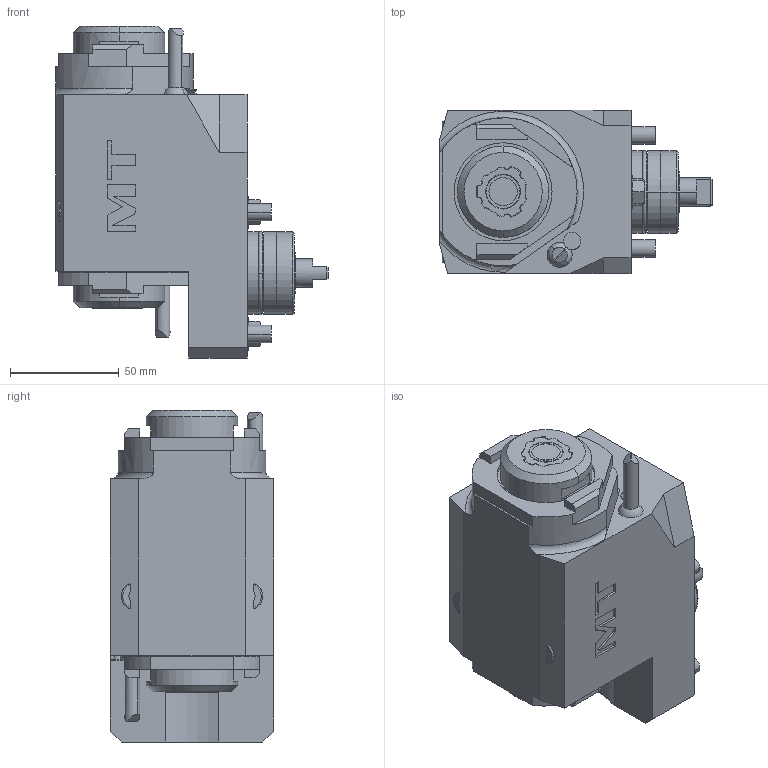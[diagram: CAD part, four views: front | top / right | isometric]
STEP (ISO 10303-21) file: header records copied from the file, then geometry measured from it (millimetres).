
FILE_DESCRIPTION((''),'2;1');
FILE_NAME('MYA0250220_CONF','2025-01-07T08:26:29',('fpalella'),('M.T. srl'),'CREO PARAMETRIC BY PTC INC, 2023352','CREO PARAMETRIC BY PTC INC, 2023352','');
FILE_SCHEMA(('CONFIG_CONTROL_DESIGN'));
Length unit declared in the file: millimetre
Products named in the file (1): MYA0250220_CONF
Bounding box: 125 x 75 x 152.56 mm (x, y, z)
Volume: 749824.8 mm3; surface area: 70483.8 mm2
Topology: 1 solids, 1 shells, 370 faces, 939 edges, 616 vertices
Faces by surface type: plane 186, cylinder 76, cone 68, torus 20, bspline 12, sphere 4, extrusion 4
Entity records: 12375 total; most frequent: CARTESIAN_POINT 3332, ORIENTED_EDGE 1878, DIRECTION 1864, EDGE_CURVE 939, AXIS2_PLACEMENT_3D 685, VERTEX_POINT 616, VECTOR 494, LINE 490
